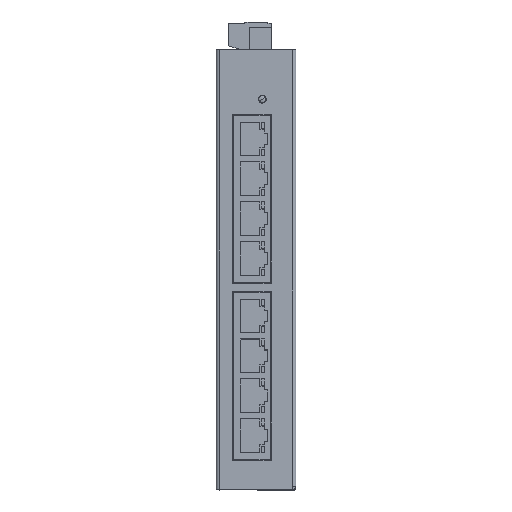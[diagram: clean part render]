
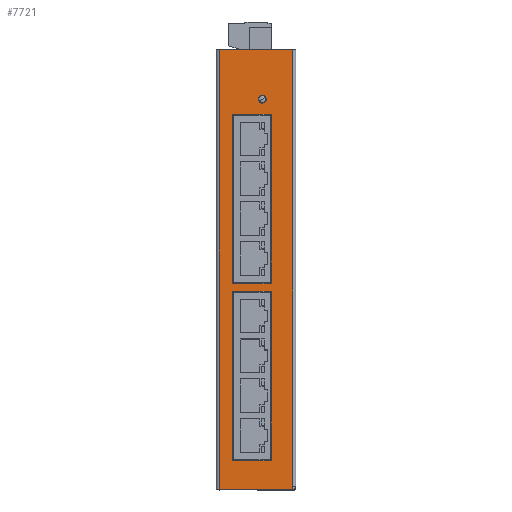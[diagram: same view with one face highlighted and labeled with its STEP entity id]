
A CAD part, top view. The second image highlights one B-rep face of the part: STEP entity #7721.
In plain terms, the highlighted planar face has unit normal (0, 0, 1).
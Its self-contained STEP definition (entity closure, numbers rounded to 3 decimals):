
#519 = EDGE_LOOP ( 'NONE', ( #27190, #10277, #34028, #19885, #8664 ) ) ;
#1387 = VERTEX_POINT ( 'NONE', #7056 ) ;
#1700 = ORIENTED_EDGE ( 'NONE', *, *, #27017, .F. ) ;
#1845 = ORIENTED_EDGE ( 'NONE', *, *, #7817, .F. ) ;
#2473 = EDGE_CURVE ( 'NONE', #7099, #10426, #20595, .T. ) ;
#3657 = VECTOR ( 'NONE', #4857, 1000. ) ;
#3884 = VECTOR ( 'NONE', #22219, 1000. ) ;
#4195 = CARTESIAN_POINT ( 'NONE',  ( -7.65, 8.7, 54.5 ) ) ;
#4857 = DIRECTION ( 'NONE',  ( 0., -1., 0. ) ) ;
#5169 = CARTESIAN_POINT ( 'NONE',  ( 54.35, 22.25, 54.5 ) ) ;
#7056 = CARTESIAN_POINT ( 'NONE',  ( 54.35, 8.7, 54.5 ) ) ;
#7099 = VERTEX_POINT ( 'NONE', #19465 ) ;
#7258 = VERTEX_POINT ( 'NONE', #4195 ) ;
#7494 = FACE_BOUND ( 'NONE', #34611, .T. ) ;
#7664 = DIRECTION ( 'NONE',  ( 0., -1., 0. ) ) ;
#7721 = ADVANCED_FACE ( 'NONE', ( #7494, #14582, #17304, #23176 ), #29645, .F. ) ;
#7732 = DIRECTION ( 'NONE',  ( -1., 0., 0. ) ) ;
#7817 = EDGE_CURVE ( 'NONE', #1387, #40810, #37888, .T. ) ;
#7852 = ORIENTED_EDGE ( 'NONE', *, *, #20797, .F. ) ;
#7985 = LINE ( 'NONE', #27215, #9178 ) ;
#8664 = ORIENTED_EDGE ( 'NONE', *, *, #28565, .T. ) ;
#9178 = VECTOR ( 'NONE', #20312, 1000. ) ;
#9471 = CARTESIAN_POINT ( 'NONE',  ( -7.65, 22.25, 54.5 ) ) ;
#9714 = DIRECTION ( 'NONE',  ( -1., 0., 0. ) ) ;
#9989 = VECTOR ( 'NONE', #29975, 1000. ) ;
#10181 = LINE ( 'NONE', #29199, #32557 ) ;
#10277 = ORIENTED_EDGE ( 'NONE', *, *, #2473, .T. ) ;
#10426 = VERTEX_POINT ( 'NONE', #15269 ) ;
#10510 = CARTESIAN_POINT ( 'NONE',  ( -7.65, 22.25, 54.5 ) ) ;
#11032 = DIRECTION ( 'NONE',  ( -1., 0., 0. ) ) ;
#11084 = VERTEX_POINT ( 'NONE', #38969 ) ;
#11380 = LINE ( 'NONE', #14720, #9989 ) ;
#11393 = CARTESIAN_POINT ( 'NONE',  ( -77., 28., 54.5 ) ) ;
#11786 = CARTESIAN_POINT ( 'NONE',  ( -4.75, 8.7, 54.5 ) ) ;
#12154 = ORIENTED_EDGE ( 'NONE', *, *, #31487, .F. ) ;
#12402 = DIRECTION ( 'NONE',  ( 0., 1., 0. ) ) ;
#13757 = VECTOR ( 'NONE', #7732, 1000. ) ;
#14150 = DIRECTION ( 'NONE',  ( 0., 0., 1. ) ) ;
#14462 = CARTESIAN_POINT ( 'NONE',  ( -66.75, 22.25, 54.5 ) ) ;
#14582 = FACE_BOUND ( 'NONE', #15455, .T. ) ;
#14586 = ORIENTED_EDGE ( 'NONE', *, *, #38805, .F. ) ;
#14720 = CARTESIAN_POINT ( 'NONE',  ( -4.75, 8.7, 54.5 ) ) ;
#14736 = DIRECTION ( 'NONE',  ( 0., -1., 0. ) ) ;
#14919 = CARTESIAN_POINT ( 'NONE',  ( 58.4, 11.78, 54.5 ) ) ;
#15269 = CARTESIAN_POINT ( 'NONE',  ( -77., 1.1, 54.5 ) ) ;
#15437 = DIRECTION ( 'NONE',  ( 1., 0., 0. ) ) ;
#15455 = EDGE_LOOP ( 'NONE', ( #26296, #33945, #27156, #1845 ) ) ;
#15642 = CARTESIAN_POINT ( 'NONE',  ( 59.7, 11.78, 54.5 ) ) ;
#16617 = VECTOR ( 'NONE', #14736, 1000. ) ;
#17304 = FACE_BOUND ( 'NONE', #30914, .T. ) ;
#17405 = LINE ( 'NONE', #29734, #3657 ) ;
#17605 = DIRECTION ( 'NONE',  ( -1., 0., 0. ) ) ;
#18558 = DIRECTION ( 'NONE',  ( 0., 0., 1. ) ) ;
#19256 = EDGE_CURVE ( 'NONE', #21883, #24495, #31016, .T. ) ;
#19288 = LINE ( 'NONE', #9471, #3884 ) ;
#19465 = CARTESIAN_POINT ( 'NONE',  ( -77., 26.9, 54.5 ) ) ;
#19885 = ORIENTED_EDGE ( 'NONE', *, *, #38971, .F. ) ;
#20178 = CARTESIAN_POINT ( 'NONE',  ( 77., 28., 54.5 ) ) ;
#20241 = DIRECTION ( 'NONE',  ( 0., 0., -1. ) ) ;
#20312 = DIRECTION ( 'NONE',  ( -1., 0., 0. ) ) ;
#20363 = AXIS2_PLACEMENT_3D ( 'NONE', #15642, #18558, #15437 ) ;
#20397 = EDGE_CURVE ( 'NONE', #29063, #10426, #40302, .T. ) ;
#20415 = CARTESIAN_POINT ( 'NONE',  ( 59.7, 11.78, 54.5 ) ) ;
#20595 = LINE ( 'NONE', #11393, #16617 ) ;
#20616 = LINE ( 'NONE', #27307, #35222 ) ;
#20797 = EDGE_CURVE ( 'NONE', #31626, #7258, #21861, .T. ) ;
#21103 = VECTOR ( 'NONE', #17605, 1000. ) ;
#21861 = LINE ( 'NONE', #34377, #35122 ) ;
#21883 = VERTEX_POINT ( 'NONE', #34911 ) ;
#22208 = VECTOR ( 'NONE', #9714, 1000. ) ;
#22219 = DIRECTION ( 'NONE',  ( 0., 1., 0. ) ) ;
#23126 = ORIENTED_EDGE ( 'NONE', *, *, #19256, .F. ) ;
#23176 = FACE_OUTER_BOUND ( 'NONE', #519, .T. ) ;
#23357 = EDGE_CURVE ( 'NONE', #7258, #30013, #19288, .T. ) ;
#24008 = CARTESIAN_POINT ( 'NONE',  ( -77., 28., 54.5 ) ) ;
#24175 = DIRECTION ( 'NONE',  ( -1., 0., 0. ) ) ;
#24495 = VERTEX_POINT ( 'NONE', #14919 ) ;
#25828 = LINE ( 'NONE', #38337, #22208 ) ;
#26296 = ORIENTED_EDGE ( 'NONE', *, *, #35669, .F. ) ;
#26918 = DIRECTION ( 'NONE',  ( 1., 0., 0. ) ) ;
#27017 = EDGE_CURVE ( 'NONE', #24495, #21883, #33594, .T. ) ;
#27156 = ORIENTED_EDGE ( 'NONE', *, *, #34862, .F. ) ;
#27190 = ORIENTED_EDGE ( 'NONE', *, *, #27294, .T. ) ;
#27215 = CARTESIAN_POINT ( 'NONE',  ( -4.75, 22.25, 54.5 ) ) ;
#27234 = CARTESIAN_POINT ( 'NONE',  ( -75.9, 1.1, 54.5 ) ) ;
#27294 = EDGE_CURVE ( 'NONE', #41166, #7099, #25828, .T. ) ;
#27307 = CARTESIAN_POINT ( 'NONE',  ( -77., 1.1, 54.5 ) ) ;
#28465 = CARTESIAN_POINT ( 'NONE',  ( -4.75, 22.25, 54.5 ) ) ;
#28565 = EDGE_CURVE ( 'NONE', #29731, #41166, #28966, .T. ) ;
#28966 = LINE ( 'NONE', #20178, #38307 ) ;
#29031 = EDGE_CURVE ( 'NONE', #30263, #34221, #17405, .T. ) ;
#29063 = VERTEX_POINT ( 'NONE', #27234 ) ;
#29199 = CARTESIAN_POINT ( 'NONE',  ( -66.75, 22.25, 54.5 ) ) ;
#29645 = PLANE ( 'NONE',  #38679 ) ;
#29731 = VERTEX_POINT ( 'NONE', #35881 ) ;
#29734 = CARTESIAN_POINT ( 'NONE',  ( -4.75, 22.25, 54.5 ) ) ;
#29975 = DIRECTION ( 'NONE',  ( 1., 0., 0. ) ) ;
#30013 = VERTEX_POINT ( 'NONE', #10510 ) ;
#30263 = VERTEX_POINT ( 'NONE', #28465 ) ;
#30298 = CARTESIAN_POINT ( 'NONE',  ( -77., 1.1, 54.5 ) ) ;
#30914 = EDGE_LOOP ( 'NONE', ( #23126, #1700 ) ) ;
#31016 = CIRCLE ( 'NONE', #20363, 1.3 ) ;
#31185 = CARTESIAN_POINT ( 'NONE',  ( 54.35, 22.25, 54.5 ) ) ;
#31354 = CARTESIAN_POINT ( 'NONE',  ( 77., 26.9, 54.5 ) ) ;
#31487 = EDGE_CURVE ( 'NONE', #30013, #11084, #36601, .T. ) ;
#31626 = VERTEX_POINT ( 'NONE', #34262 ) ;
#32557 = VECTOR ( 'NONE', #7664, 1000. ) ;
#33594 = CIRCLE ( 'NONE', #36930, 1.3 ) ;
#33945 = ORIENTED_EDGE ( 'NONE', *, *, #29031, .F. ) ;
#34028 = ORIENTED_EDGE ( 'NONE', *, *, #20397, .F. ) ;
#34221 = VERTEX_POINT ( 'NONE', #11786 ) ;
#34262 = CARTESIAN_POINT ( 'NONE',  ( -66.75, 8.7, 54.5 ) ) ;
#34377 = CARTESIAN_POINT ( 'NONE',  ( -66.75, 8.7, 54.5 ) ) ;
#34611 = EDGE_LOOP ( 'NONE', ( #7852, #14586, #12154, #36280 ) ) ;
#34803 = DIRECTION ( 'NONE',  ( 1., 0., 0. ) ) ;
#34862 = EDGE_CURVE ( 'NONE', #40810, #30263, #7985, .T. ) ;
#34911 = CARTESIAN_POINT ( 'NONE',  ( 61., 11.78, 54.5 ) ) ;
#35122 = VECTOR ( 'NONE', #34803, 1000. ) ;
#35222 = VECTOR ( 'NONE', #24175, 1000. ) ;
#35669 = EDGE_CURVE ( 'NONE', #34221, #1387, #11380, .T. ) ;
#35881 = CARTESIAN_POINT ( 'NONE',  ( 77., 1.1, 54.5 ) ) ;
#36087 = VECTOR ( 'NONE', #12402, 1000. ) ;
#36280 = ORIENTED_EDGE ( 'NONE', *, *, #23357, .F. ) ;
#36601 = LINE ( 'NONE', #14462, #21103 ) ;
#36930 = AXIS2_PLACEMENT_3D ( 'NONE', #20415, #14150, #26918 ) ;
#37888 = LINE ( 'NONE', #5169, #36087 ) ;
#38307 = VECTOR ( 'NONE', #38344, 1000. ) ;
#38337 = CARTESIAN_POINT ( 'NONE',  ( 77., 26.9, 54.5 ) ) ;
#38344 = DIRECTION ( 'NONE',  ( 0., 1., 0. ) ) ;
#38679 = AXIS2_PLACEMENT_3D ( 'NONE', #24008, #20241, #11032 ) ;
#38805 = EDGE_CURVE ( 'NONE', #11084, #31626, #10181, .T. ) ;
#38969 = CARTESIAN_POINT ( 'NONE',  ( -66.75, 22.25, 54.5 ) ) ;
#38971 = EDGE_CURVE ( 'NONE', #29731, #29063, #20616, .T. ) ;
#40302 = LINE ( 'NONE', #30298, #13757 ) ;
#40810 = VERTEX_POINT ( 'NONE', #31185 ) ;
#41166 = VERTEX_POINT ( 'NONE', #31354 ) ;
